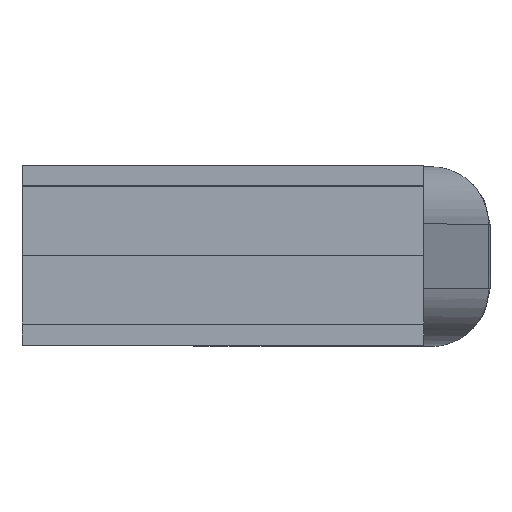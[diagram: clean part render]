
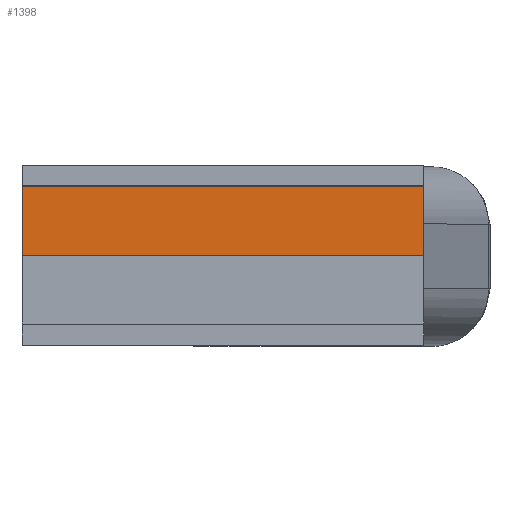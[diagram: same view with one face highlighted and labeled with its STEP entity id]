
A CAD part, top view. The second image highlights one B-rep face of the part: STEP entity #1398.
In plain terms, the highlighted planar face has unit normal (0, 0, 1).
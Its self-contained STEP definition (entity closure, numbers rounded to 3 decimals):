
#31=CARTESIAN_POINT('Axis2P3D Location',(0.,0.,6.35)) ;
#36=CARTESIAN_POINT('Line Origine',(27.94,0.,6.35)) ;
#40=CARTESIAN_POINT('Vertex',(0.,0.,6.35)) ;
#42=CARTESIAN_POINT('Vertex',(55.88,0.,6.35)) ;
#1373=CARTESIAN_POINT('Line Origine',(27.94,9.652,6.35)) ;
#1377=CARTESIAN_POINT('Vertex',(0.,9.652,6.35)) ;
#1379=CARTESIAN_POINT('Vertex',(55.88,9.652,6.35)) ;
#1382=CARTESIAN_POINT('Line Origine',(0.,4.826,6.35)) ;
#1387=CARTESIAN_POINT('Line Origine',(55.88,4.826,6.35)) ;
#38=VECTOR('Line Direction',#37,1.) ;
#1375=VECTOR('Line Direction',#1374,1.) ;
#1384=VECTOR('Line Direction',#1383,1.) ;
#1389=VECTOR('Line Direction',#1388,1.) ;
#32=DIRECTION('Axis2P3D Direction',(-0.,0.,1.)) ;
#33=DIRECTION('Axis2P3D XDirection',(0.,-1.,0.)) ;
#37=DIRECTION('Vector Direction',(1.,0.,0.)) ;
#1374=DIRECTION('Vector Direction',(1.,0.,0.)) ;
#1383=DIRECTION('Vector Direction',(0.,1.,0.)) ;
#1388=DIRECTION('Vector Direction',(0.,1.,0.)) ;
#34=AXIS2_PLACEMENT_3D('Plane Axis2P3D',#31,#32,#33) ;
#39=LINE('Line',#36,#38) ;
#1376=LINE('Line',#1373,#1375) ;
#1385=LINE('Line',#1382,#1384) ;
#1390=LINE('Line',#1387,#1389) ;
#35=PLANE('',#34) ;
#44=EDGE_CURVE('',#41,#43,#39,.T.) ;
#1381=EDGE_CURVE('',#1378,#1380,#1376,.T.) ;
#1386=EDGE_CURVE('',#1378,#41,#1385,.F.) ;
#1391=EDGE_CURVE('',#1380,#43,#1390,.F.) ;
#1393=ORIENTED_EDGE('',*,*,#1381,.F.) ;
#1394=ORIENTED_EDGE('',*,*,#1386,.T.) ;
#1395=ORIENTED_EDGE('',*,*,#44,.T.) ;
#1396=ORIENTED_EDGE('',*,*,#1391,.F.) ;
#1392=EDGE_LOOP('',(#1393,#1394,#1395,#1396)) ;
#41=VERTEX_POINT('',#40) ;
#43=VERTEX_POINT('',#42) ;
#1378=VERTEX_POINT('',#1377) ;
#1380=VERTEX_POINT('',#1379) ;
#1398=ADVANCED_FACE('PartBody',(#1397),#35,.T.) ;
#1397=FACE_OUTER_BOUND('',#1392,.T.) ;
